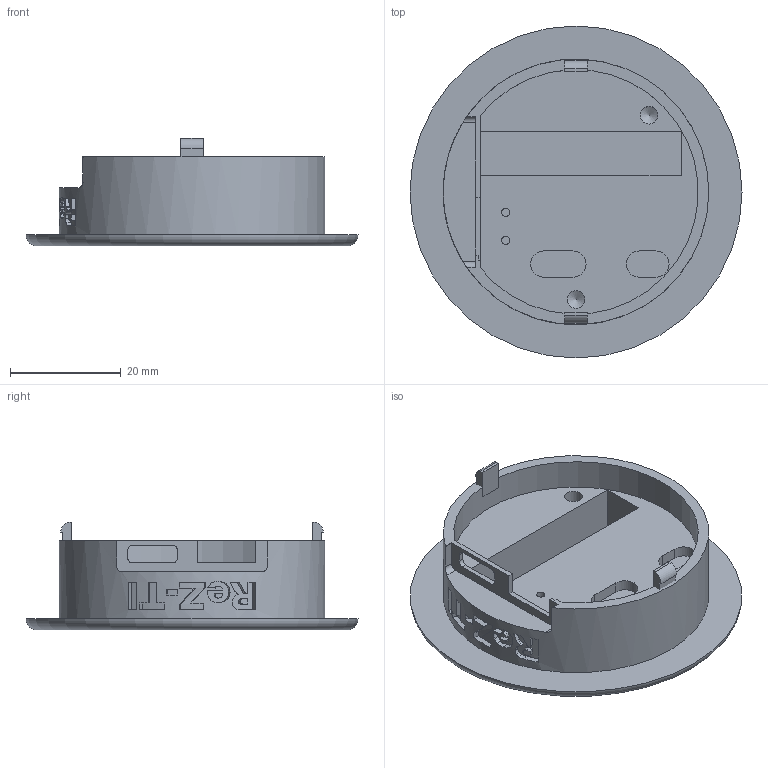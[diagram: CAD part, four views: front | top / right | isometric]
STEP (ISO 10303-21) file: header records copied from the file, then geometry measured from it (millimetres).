
FILE_DESCRIPTION(/* description */ ('Designed by EasyEDA Pro'),/* implementation_level */ '2;1');
FILE_NAME(/* name */ '',/* time_stamp */ '2024-10-31T18:59:21+08:00',/* author */ (''),/* organization */ (''),/* preprocessor_version */ 'ST-DEVELOPER v20',/* originating_system */ 'Autodesk Translation Framework v13.20.0.188',/* authorisation */ '');
FILE_SCHEMA (('AUTOMOTIVE_DESIGN { 1 0 10303 214 3 1 1 }'));
Length unit declared in the file: millimetre
Products named in the file (5): PCBModel; 传感器48mm_普通usb_底盒; 底盒插销; 底盒插销(镜像); 传感器48mm_顶装版下盖
Assembly tree (4 placements, depth 2):
  PCBModel
    传感器48mm_普通usb_底盒
    底盒插销
    底盒插销(镜像)
    传感器48mm_顶装版下盖
Bounding box: 60 x 60 x 19.5 mm (x, y, z)
Volume: 19432 mm3; surface area: 12986.7 mm2
Topology: 4 solids, 4 shells, 157 faces, 418 edges, 278 vertices
Faces by surface type: plane 85, bspline 39, cylinder 30, cone 2, torus 1
Full cylindrical faces by diameter (mm): 1.5 x2, 3.2 x2, 48 x1
Entity records: 5794 total; most frequent: CARTESIAN_POINT 1913, ORIENTED_EDGE 832, DIRECTION 675, EDGE_CURVE 416, VERTEX_POINT 278, LINE 243, VECTOR 243, AXIS2_PLACEMENT_3D 216
